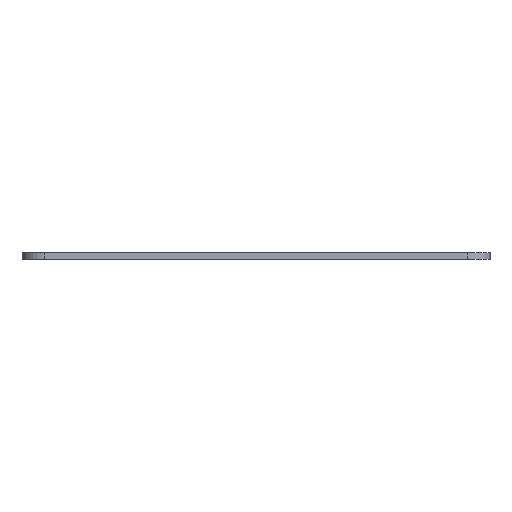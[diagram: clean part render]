
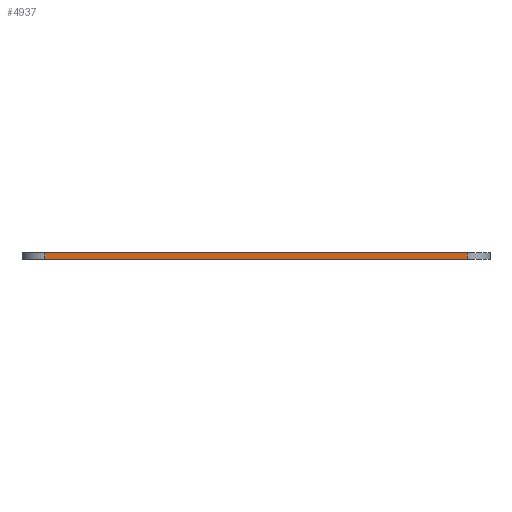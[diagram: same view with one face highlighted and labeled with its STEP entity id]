
A CAD part, left-side view. The second image highlights one B-rep face of the part: STEP entity #4937.
In plain terms, the highlighted planar face has unit normal (-1, 0, 0).
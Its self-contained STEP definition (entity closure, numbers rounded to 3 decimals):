
#688=FACE_OUTER_BOUND('',#963,.T.);
#963=EDGE_LOOP('',(#4235,#4236,#4237,#4238));
#1368=LINE('',#9161,#1809);
#1369=LINE('',#9164,#1810);
#1370=LINE('',#9166,#1811);
#1371=LINE('',#9167,#1812);
#1809=VECTOR('',#5712,10.);
#1810=VECTOR('',#5715,10.);
#1811=VECTOR('',#5716,10.);
#1812=VECTOR('',#5717,10.);
#2298=VERTEX_POINT('',#9154);
#2301=VERTEX_POINT('',#9159);
#2302=VERTEX_POINT('',#9163);
#2303=VERTEX_POINT('',#9165);
#2972=EDGE_CURVE('',#2301,#2298,#1368,.T.);
#2973=EDGE_CURVE('',#2302,#2301,#1369,.T.);
#2974=EDGE_CURVE('',#2303,#2302,#1370,.T.);
#2975=EDGE_CURVE('',#2298,#2303,#1371,.T.);
#4235=ORIENTED_EDGE('',*,*,#2972,.F.);
#4236=ORIENTED_EDGE('',*,*,#2973,.F.);
#4237=ORIENTED_EDGE('',*,*,#2974,.F.);
#4238=ORIENTED_EDGE('',*,*,#2975,.F.);
#4707=PLANE('',#5099);
#4937=ADVANCED_FACE('',(#688),#4707,.T.);
#5099=AXIS2_PLACEMENT_3D('',#9162,#5713,#5714);
#5712=DIRECTION('',(0.,0.,1.));
#5713=DIRECTION('center_axis',(-1.,0.,0.));
#5714=DIRECTION('ref_axis',(0.,-1.,0.));
#5715=DIRECTION('',(0.,1.,0.));
#5716=DIRECTION('',(0.,0.,-1.));
#5717=DIRECTION('',(0.,-1.,0.));
#9154=CARTESIAN_POINT('',(-12.9,7.798,1.5));
#9159=CARTESIAN_POINT('',(-12.9,7.798,0.));
#9161=CARTESIAN_POINT('',(-12.9,7.798,0.));
#9162=CARTESIAN_POINT('Origin',(-12.9,12.798,0.));
#9163=CARTESIAN_POINT('',(-12.9,-84.202,0.));
#9164=CARTESIAN_POINT('',(-12.9,-89.202,0.));
#9165=CARTESIAN_POINT('',(-12.9,-84.202,1.5));
#9166=CARTESIAN_POINT('',(-12.9,-84.202,0.));
#9167=CARTESIAN_POINT('',(-12.9,-89.202,1.5));
